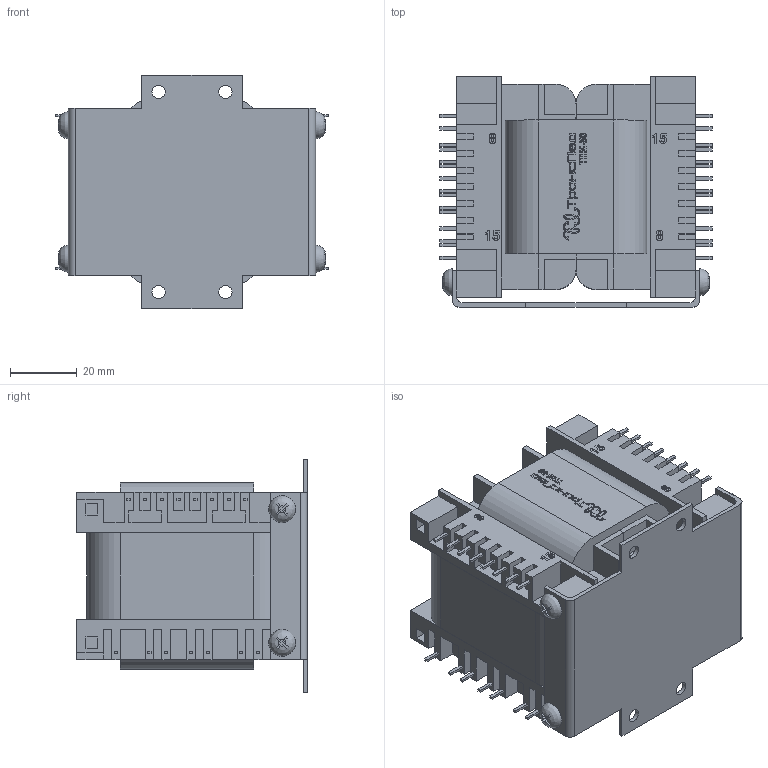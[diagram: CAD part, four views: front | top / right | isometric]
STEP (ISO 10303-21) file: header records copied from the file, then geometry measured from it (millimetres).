
FILE_DESCRIPTION(/* description */ (''),/* implementation_level */ '2;1');
FILE_NAME(/* name */ 'TPK-50.step',/* time_stamp */ '2022-11-20T23:09:39+03:00',/* author */ (''),/* organization */ (''),/* preprocessor_version */ 'ST-DEVELOPER v19.2',/* originating_system */ 'Autodesk Translation Framework v11.17.0.187',/* authorisation */ '');
FILE_SCHEMA (('AUTOMOTIVE_DESIGN { 1 0 10303 214 3 1 1 }'));
Length unit declared in the file: millimetre
Products named in the file (1): TPK-50
Bounding box: 81.5 x 69 x 70 mm (x, y, z)
Volume: 244472.4 mm3; surface area: 69059.2 mm2
Topology: 68 solids, 68 shells, 1262 faces, 3362 edges, 2240 vertices
Faces by surface type: plane 902, bspline 330, cylinder 30
Full cylindrical faces by diameter (mm): 4 x4
Entity records: 40873 total; most frequent: CARTESIAN_POINT 11999, ORIENTED_EDGE 6724, DIRECTION 4636, EDGE_CURVE 3362, LINE 2574, VECTOR 2574, VERTEX_POINT 2240, EDGE_LOOP 1302
